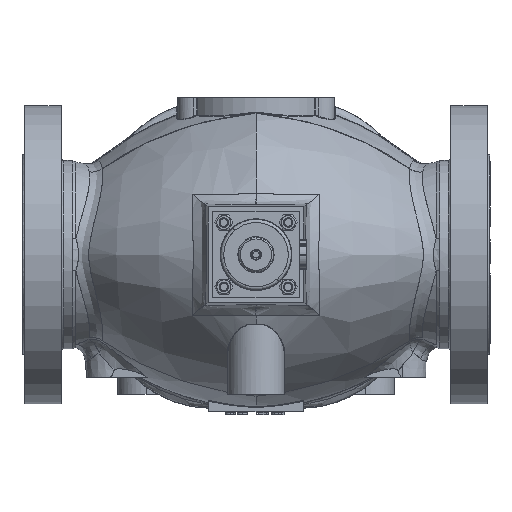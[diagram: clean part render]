
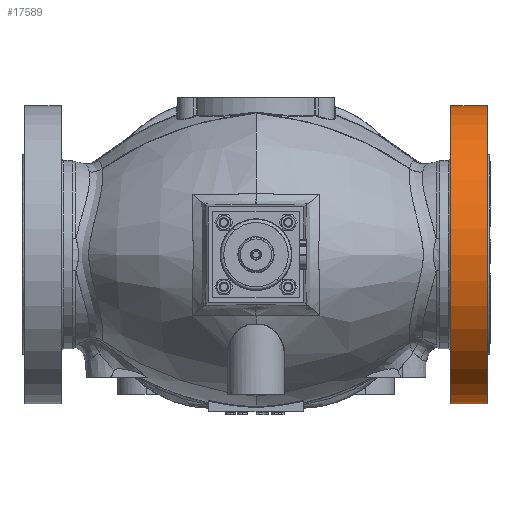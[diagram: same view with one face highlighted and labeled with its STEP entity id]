
A CAD part, front view. The second image highlights one B-rep face of the part: STEP entity #17589.
In plain terms, the highlighted cylindrical face has radius 95 mm (diameter 190 mm), a partial arc.
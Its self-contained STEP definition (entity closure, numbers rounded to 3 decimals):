
#4859 = EDGE_CURVE ( 'NONE', #144163, #10249, #164858, .T. ) ;
#7843 = DIRECTION ( 'NONE',  ( -1., 0., 0. ) ) ;
#10249 = VERTEX_POINT ( 'NONE', #147942 ) ;
#11134 = VECTOR ( 'NONE', #7843, 1000. ) ;
#14315 = DIRECTION ( 'NONE',  ( 1., 0., 0. ) ) ;
#17589 = ADVANCED_FACE ( 'NONE', ( #70654 ), #130274, .T. ) ;
#18540 = CARTESIAN_POINT ( 'NONE',  ( 147.4, 0., 0. ) ) ;
#22688 = EDGE_CURVE ( 'NONE', #111103, #144163, #125682, .T. ) ;
#23785 = CIRCLE ( 'NONE', #164073, 95. ) ;
#25285 = ORIENTED_EDGE ( 'NONE', *, *, #4859, .T. ) ;
#25414 = AXIS2_PLACEMENT_3D ( 'NONE', #18540, #107521, #31311 ) ;
#28087 = AXIS2_PLACEMENT_3D ( 'NONE', #103859, #65500, #116620 ) ;
#29164 = EDGE_CURVE ( 'NONE', #108085, #111103, #23785, .T. ) ;
#29551 = CARTESIAN_POINT ( 'NONE',  ( 118.5, 0., -95. ) ) ;
#31311 = DIRECTION ( 'NONE',  ( 0., 0., -1. ) ) ;
#41532 = CARTESIAN_POINT ( 'NONE',  ( 124., 0., 95. ) ) ;
#50014 = ORIENTED_EDGE ( 'NONE', *, *, #56254, .T. ) ;
#52460 = CARTESIAN_POINT ( 'NONE',  ( 124., 0., -95. ) ) ;
#56254 = EDGE_CURVE ( 'NONE', #10249, #108085, #112638, .T. ) ;
#65500 = DIRECTION ( 'NONE',  ( 1., 0., 0. ) ) ;
#70654 = FACE_OUTER_BOUND ( 'NONE', #89712, .T. ) ;
#89712 = EDGE_LOOP ( 'NONE', ( #129279, #25285, #50014, #160683 ) ) ;
#90501 = CARTESIAN_POINT ( 'NONE',  ( 124., 0., 0. ) ) ;
#92059 = CARTESIAN_POINT ( 'NONE',  ( 147.4, 0., -95. ) ) ;
#92948 = DIRECTION ( 'NONE',  ( 1., 0., 0. ) ) ;
#103322 = DIRECTION ( 'NONE',  ( 0., 0., -1. ) ) ;
#103859 = CARTESIAN_POINT ( 'NONE',  ( 118.5, 0., 0. ) ) ;
#107521 = DIRECTION ( 'NONE',  ( -1., 0., 0. ) ) ;
#108085 = VERTEX_POINT ( 'NONE', #41532 ) ;
#111103 = VERTEX_POINT ( 'NONE', #52460 ) ;
#112638 = LINE ( 'NONE', #160220, #11134 ) ;
#116620 = DIRECTION ( 'NONE',  ( 0., 0., -1. ) ) ;
#125682 = LINE ( 'NONE', #29551, #159540 ) ;
#129279 = ORIENTED_EDGE ( 'NONE', *, *, #22688, .T. ) ;
#130274 = CYLINDRICAL_SURFACE ( 'NONE', #28087, 95. ) ;
#144163 = VERTEX_POINT ( 'NONE', #92059 ) ;
#147942 = CARTESIAN_POINT ( 'NONE',  ( 147.4, 0., 95. ) ) ;
#159540 = VECTOR ( 'NONE', #92948, 1000. ) ;
#160220 = CARTESIAN_POINT ( 'NONE',  ( 118.5, 0., 95. ) ) ;
#160683 = ORIENTED_EDGE ( 'NONE', *, *, #29164, .T. ) ;
#164073 = AXIS2_PLACEMENT_3D ( 'NONE', #90501, #14315, #103322 ) ;
#164858 = CIRCLE ( 'NONE', #25414, 95. ) ;
